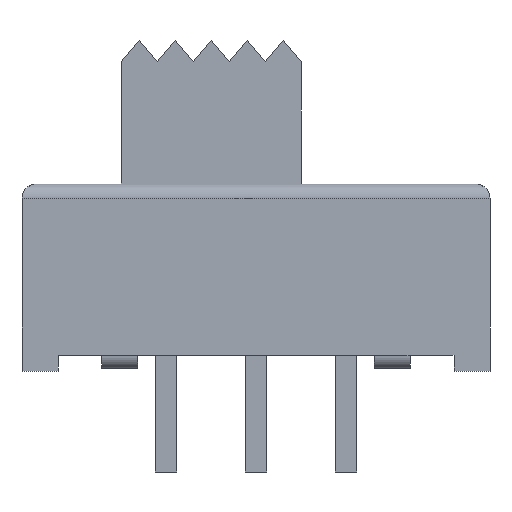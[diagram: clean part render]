
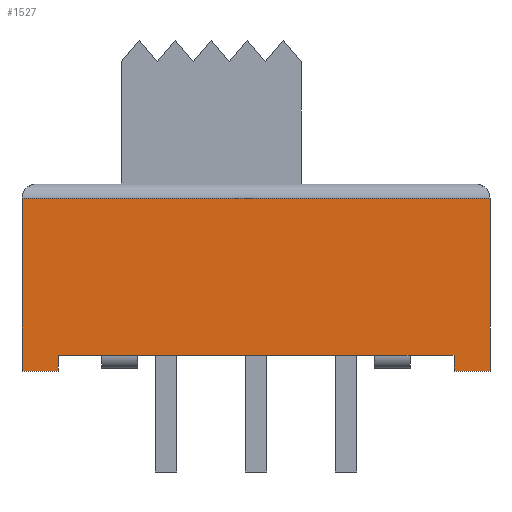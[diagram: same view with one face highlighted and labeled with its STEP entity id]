
A CAD part, front view. The second image highlights one B-rep face of the part: STEP entity #1527.
In plain terms, the highlighted planar face has unit normal (0, -1, 0).
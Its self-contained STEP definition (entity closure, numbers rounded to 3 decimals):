
#10 = DIRECTION ( 'NONE',  ( 0., 0., 1. ) ) ;
#24 = ORIENTED_EDGE ( 'NONE', *, *, #1509, .T. ) ;
#83 = VECTOR ( 'NONE', #1116, 1000. ) ;
#97 = DIRECTION ( 'NONE',  ( -1., 0., 0. ) ) ;
#128 = AXIS2_PLACEMENT_3D ( 'NONE', #393, #822, #2600 ) ;
#149 = DIRECTION ( 'NONE',  ( 1., 0., 0. ) ) ;
#209 = EDGE_CURVE ( 'NONE', #1352, #2574, #1999, .T. ) ;
#226 = CARTESIAN_POINT ( 'NONE',  ( 5.5, -3.05, -9.2 ) ) ;
#298 = CARTESIAN_POINT ( 'NONE',  ( -6.5, -3.05, -8.76 ) ) ;
#374 = EDGE_CURVE ( 'NONE', #2517, #1669, #2129, .T. ) ;
#393 = CARTESIAN_POINT ( 'NONE',  ( -6.5, -3.05, -8.76 ) ) ;
#422 = CARTESIAN_POINT ( 'NONE',  ( -4.28, -3.05, -8.76 ) ) ;
#445 = DIRECTION ( 'NONE',  ( 0., 0., 1. ) ) ;
#455 = DIRECTION ( 'NONE',  ( 0., 0., 1. ) ) ;
#558 = DIRECTION ( 'NONE',  ( 1., 0., 0. ) ) ;
#585 = ORIENTED_EDGE ( 'NONE', *, *, #748, .F. ) ;
#622 = LINE ( 'NONE', #1308, #842 ) ;
#697 = VECTOR ( 'NONE', #445, 1000. ) ;
#720 = LINE ( 'NONE', #905, #697 ) ;
#748 = EDGE_CURVE ( 'NONE', #2574, #2321, #1139, .T. ) ;
#767 = VERTEX_POINT ( 'NONE', #915 ) ;
#802 = CARTESIAN_POINT ( 'NONE',  ( -6.5, -3.05, -8.76 ) ) ;
#822 = DIRECTION ( 'NONE',  ( 0., -1., 0. ) ) ;
#842 = VECTOR ( 'NONE', #149, 1000. ) ;
#863 = CARTESIAN_POINT ( 'NONE',  ( 5.5, -3.05, -8.76 ) ) ;
#871 = CARTESIAN_POINT ( 'NONE',  ( 5.5, -3.05, -9.2 ) ) ;
#905 = CARTESIAN_POINT ( 'NONE',  ( -5.5, -3.05, -9.2 ) ) ;
#915 = CARTESIAN_POINT ( 'NONE',  ( -5.5, -3.05, -8.76 ) ) ;
#932 = CARTESIAN_POINT ( 'NONE',  ( 6.5, -3.05, -9.2 ) ) ;
#1022 = ORIENTED_EDGE ( 'NONE', *, *, #209, .F. ) ;
#1072 = PLANE ( 'NONE',  #128 ) ;
#1082 = VECTOR ( 'NONE', #2773, 1000. ) ;
#1083 = ORIENTED_EDGE ( 'NONE', *, *, #2254, .T. ) ;
#1086 = ORIENTED_EDGE ( 'NONE', *, *, #1777, .F. ) ;
#1094 = CARTESIAN_POINT ( 'NONE',  ( -6.5, -3.05, -8.76 ) ) ;
#1116 = DIRECTION ( 'NONE',  ( -1., 0., 0. ) ) ;
#1118 = LINE ( 'NONE', #1802, #1791 ) ;
#1128 = EDGE_CURVE ( 'NONE', #2359, #2398, #2824, .T. ) ;
#1139 = LINE ( 'NONE', #2044, #2582 ) ;
#1185 = ORIENTED_EDGE ( 'NONE', *, *, #1572, .T. ) ;
#1186 = VERTEX_POINT ( 'NONE', #2131 ) ;
#1213 = EDGE_CURVE ( 'NONE', #767, #2314, #2573, .T. ) ;
#1216 = VECTOR ( 'NONE', #2158, 1000. ) ;
#1231 = EDGE_LOOP ( 'NONE', ( #2385, #1185, #1086, #2491, #1512, #2893, #24, #2513, #1083, #1514, #585, #1022 ) ) ;
#1253 = FACE_OUTER_BOUND ( 'NONE', #1231, .T. ) ;
#1306 = CARTESIAN_POINT ( 'NONE',  ( -6.5, -3.05, -9.2 ) ) ;
#1308 = CARTESIAN_POINT ( 'NONE',  ( -3.28, -3.05, -8.76 ) ) ;
#1352 = VERTEX_POINT ( 'NONE', #932 ) ;
#1363 = VECTOR ( 'NONE', #558, 1000. ) ;
#1427 = EDGE_CURVE ( 'NONE', #2517, #767, #720, .T. ) ;
#1437 = EDGE_CURVE ( 'NONE', #1594, #2321, #1903, .T. ) ;
#1509 = EDGE_CURVE ( 'NONE', #2314, #2359, #622, .T. ) ;
#1512 = ORIENTED_EDGE ( 'NONE', *, *, #1427, .T. ) ;
#1514 = ORIENTED_EDGE ( 'NONE', *, *, #1437, .T. ) ;
#1527 = ADVANCED_FACE ( 'NONE', ( #1253 ), #1072, .T. ) ;
#1540 = CARTESIAN_POINT ( 'NONE',  ( -3.28, -3.05, -8.76 ) ) ;
#1572 = EDGE_CURVE ( 'NONE', #1186, #1576, #2276, .T. ) ;
#1576 = VERTEX_POINT ( 'NONE', #2042 ) ;
#1593 = CARTESIAN_POINT ( 'NONE',  ( 4.28, -3.05, -8.76 ) ) ;
#1594 = VERTEX_POINT ( 'NONE', #1593 ) ;
#1618 = CARTESIAN_POINT ( 'NONE',  ( -6.5, -3.05, -9.2 ) ) ;
#1653 = DIRECTION ( 'NONE',  ( 1., 0., 0. ) ) ;
#1669 = VERTEX_POINT ( 'NONE', #1618 ) ;
#1723 = VECTOR ( 'NONE', #97, 1000. ) ;
#1777 = EDGE_CURVE ( 'NONE', #1669, #1576, #1868, .T. ) ;
#1781 = CARTESIAN_POINT ( 'NONE',  ( -6.5, -3.05, -4.4 ) ) ;
#1791 = VECTOR ( 'NONE', #455, 1000. ) ;
#1802 = CARTESIAN_POINT ( 'NONE',  ( 6.5, -3.05, -8.76 ) ) ;
#1868 = LINE ( 'NONE', #2120, #1082 ) ;
#1903 = LINE ( 'NONE', #298, #2352 ) ;
#1956 = CARTESIAN_POINT ( 'NONE',  ( -5.5, -3.05, -9.2 ) ) ;
#1999 = LINE ( 'NONE', #871, #2489 ) ;
#2004 = EDGE_CURVE ( 'NONE', #1352, #1186, #1118, .T. ) ;
#2042 = CARTESIAN_POINT ( 'NONE',  ( -6.5, -3.05, -4.4 ) ) ;
#2044 = CARTESIAN_POINT ( 'NONE',  ( 5.5, -3.05, -9.2 ) ) ;
#2050 = CARTESIAN_POINT ( 'NONE',  ( 3.28, -3.05, -8.76 ) ) ;
#2120 = CARTESIAN_POINT ( 'NONE',  ( -6.5, -3.05, -8.76 ) ) ;
#2122 = LINE ( 'NONE', #2816, #1363 ) ;
#2129 = LINE ( 'NONE', #1306, #1723 ) ;
#2131 = CARTESIAN_POINT ( 'NONE',  ( 6.5, -3.05, -4.4 ) ) ;
#2158 = DIRECTION ( 'NONE',  ( 1., 0., 0. ) ) ;
#2254 = EDGE_CURVE ( 'NONE', #2398, #1594, #2122, .T. ) ;
#2276 = LINE ( 'NONE', #1781, #83 ) ;
#2281 = DIRECTION ( 'NONE',  ( -1., 0., 0. ) ) ;
#2314 = VERTEX_POINT ( 'NONE', #422 ) ;
#2321 = VERTEX_POINT ( 'NONE', #863 ) ;
#2352 = VECTOR ( 'NONE', #2794, 1000. ) ;
#2359 = VERTEX_POINT ( 'NONE', #1540 ) ;
#2385 = ORIENTED_EDGE ( 'NONE', *, *, #2004, .T. ) ;
#2398 = VERTEX_POINT ( 'NONE', #2050 ) ;
#2489 = VECTOR ( 'NONE', #2281, 1000. ) ;
#2491 = ORIENTED_EDGE ( 'NONE', *, *, #374, .F. ) ;
#2513 = ORIENTED_EDGE ( 'NONE', *, *, #1128, .T. ) ;
#2517 = VERTEX_POINT ( 'NONE', #1956 ) ;
#2573 = LINE ( 'NONE', #1094, #1216 ) ;
#2574 = VERTEX_POINT ( 'NONE', #226 ) ;
#2582 = VECTOR ( 'NONE', #10, 1000. ) ;
#2600 = DIRECTION ( 'NONE',  ( 0., 0., -1. ) ) ;
#2729 = VECTOR ( 'NONE', #1653, 1000. ) ;
#2773 = DIRECTION ( 'NONE',  ( 0., 0., 1. ) ) ;
#2794 = DIRECTION ( 'NONE',  ( 1., 0., 0. ) ) ;
#2816 = CARTESIAN_POINT ( 'NONE',  ( 4.28, -3.05, -8.76 ) ) ;
#2824 = LINE ( 'NONE', #802, #2729 ) ;
#2893 = ORIENTED_EDGE ( 'NONE', *, *, #1213, .T. ) ;
